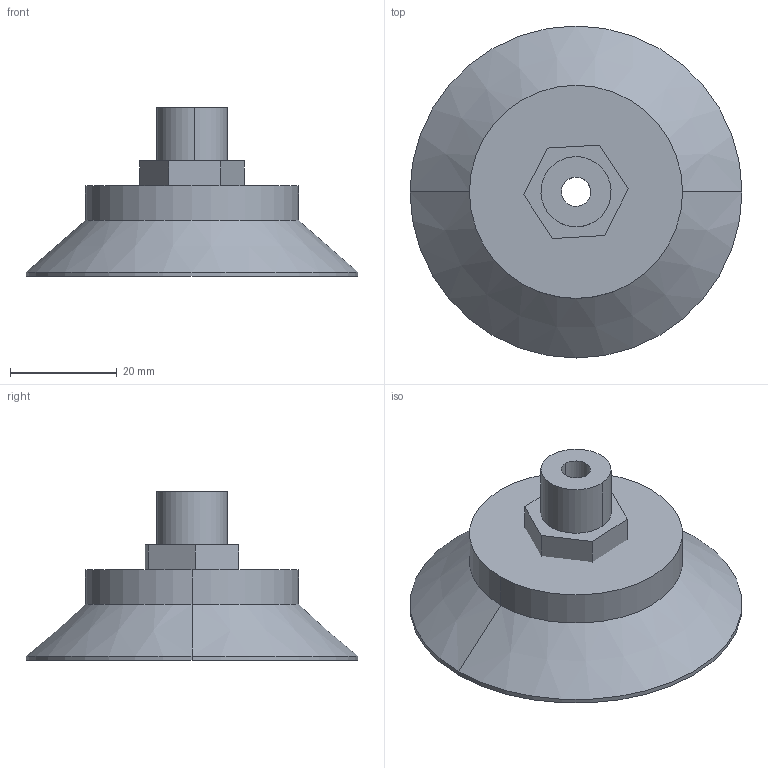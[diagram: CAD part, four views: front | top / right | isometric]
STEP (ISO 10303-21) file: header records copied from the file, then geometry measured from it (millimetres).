
FILE_DESCRIPTION(('STEP AP203'),'1');
FILE_NAME('10_01_01_14077.stp','2021-08-16T14:49:17',('TraceParts'),('TraceParts S.A.'),'Spatial InterOp 3D',' ',' ');
FILE_SCHEMA(('CONFIG_CONTROL_DESIGN'));
Length unit declared in the file: millimetre
Products named in the file (1): 1
Bounding box: 62.31 x 62.31 x 31.7 mm (x, y, z)
Volume: 22712 mm3; surface area: 13654.6 mm2
Topology: 4 solids, 4 shells, 47 faces, 98 edges, 64 vertices
Faces by surface type: cylinder 24, plane 19, cone 4
Entity records: 1344 total; most frequent: DIRECTION 252, CARTESIAN_POINT 213, ORIENTED_EDGE 196, AXIS2_PLACEMENT_3D 103, EDGE_CURVE 98, VERTEX_POINT 64, EDGE_LOOP 60, CIRCLE 52
